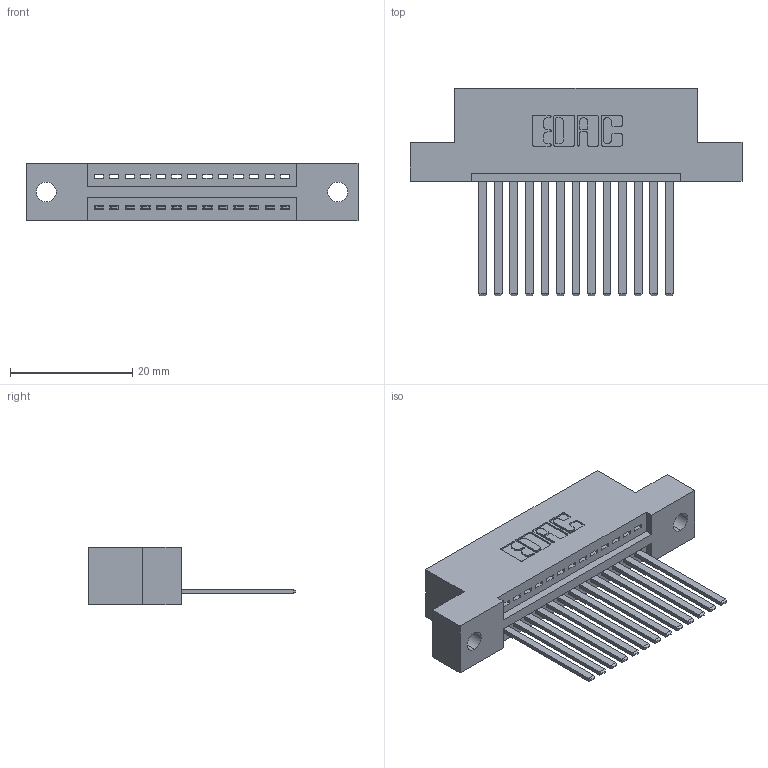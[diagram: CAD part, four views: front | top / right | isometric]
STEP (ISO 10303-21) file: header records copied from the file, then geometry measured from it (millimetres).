
FILE_DESCRIPTION (( 'STEP AP203' ), '1' );
FILE_NAME ('345-013-544-102.STEP', '2018-08-18T06:50:51', ( '' ), ( '' ), 'SwSTEP 2.0', 'SolidWorks 2016', '' );
FILE_SCHEMA (( 'CONFIG_CONTROL_DESIGN' ));
Length unit declared in the file: inch
Products named in the file (3): 345 Part_Flush Mounting Lugs - 0.128 Dia; 345-292-001_345-293-144; 345-013-544-102
Assembly tree (14 placements, depth 2):
  345-013-544-102
    345 Part_Flush Mounting Lugs - 0.128 Dia
    345-292-001_345-293-144  x13
Bounding box: 54.23 x 33.96 x 9.4 mm (x, y, z)
Volume: 5027 mm3; surface area: 6466.8 mm2
Topology: 14 solids, 14 shells, 802 faces, 2395 edges, 1578 vertices
Faces by surface type: plane 548, cylinder 254
Entity records: 13507 total; most frequent: CARTESIAN_POINT 2347, ORIENTED_EDGE 2294, DIRECTION 2089, EDGE_CURVE 1147, LINE 967, VECTOR 967, VERTEX_POINT 762, AXIS2_PLACEMENT_3D 561
